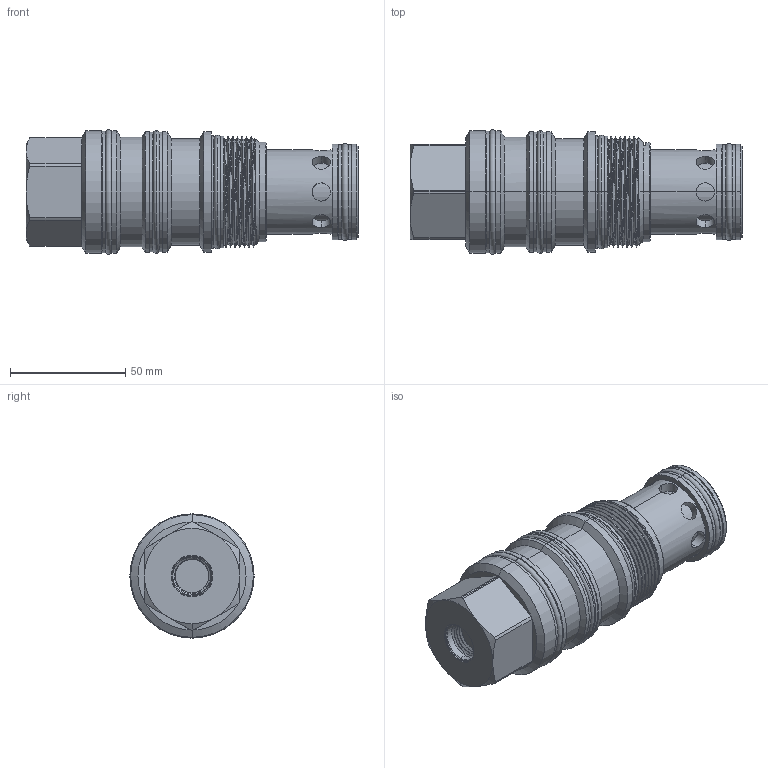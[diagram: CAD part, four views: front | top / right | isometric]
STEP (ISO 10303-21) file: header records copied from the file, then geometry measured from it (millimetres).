
FILE_DESCRIPTION (( 'STEP AP203' ), '1' );
FILE_NAME ('LB24A4R-8.STEP', '2022-06-17T06:33:34', ( '' ), ( '' ), 'SwSTEP 2.0', 'SolidWorks 2018', '' );
FILE_SCHEMA (( 'CONFIG_CONTROL_DESIGN' ));
Length unit declared in the file: millimetre
Products named in the file (1): LB24A4R-8
Bounding box: 143.85 x 53.84 x 53.84 mm (x, y, z)
Volume: 223797.1 mm3; surface area: 40629.8 mm2
Topology: 3 solids, 3 shells, 248 faces, 585 edges, 363 vertices
Faces by surface type: cylinder 126, plane 49, cone 44, torus 23, bspline 6
Entity records: 11526 total; most frequent: CARTESIAN_POINT 5851, DIRECTION 1187, ORIENTED_EDGE 1166, EDGE_CURVE 583, AXIS2_PLACEMENT_3D 504, VERTEX_POINT 363, EDGE_LOOP 290, CIRCLE 261
